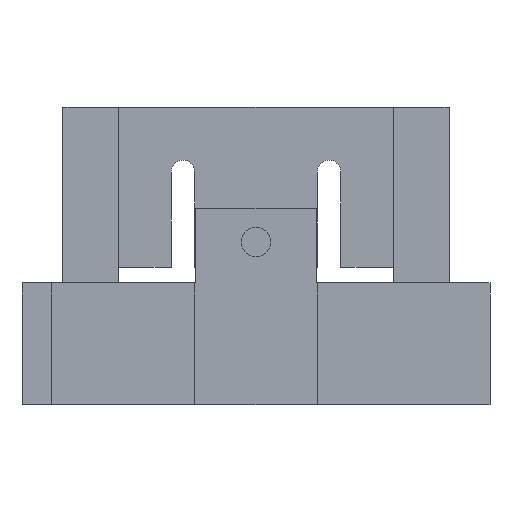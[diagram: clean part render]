
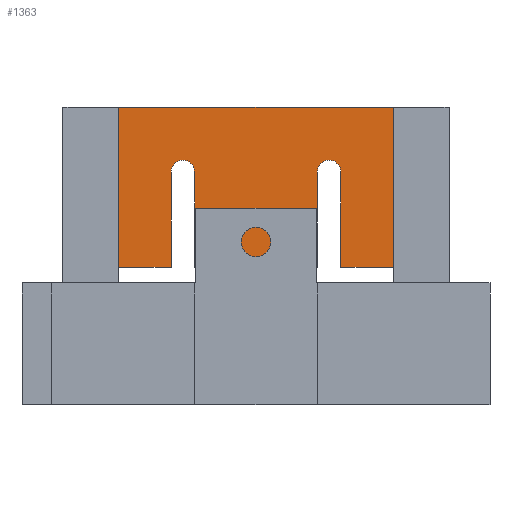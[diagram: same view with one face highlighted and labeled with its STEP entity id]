
A CAD part, front view. The second image highlights one B-rep face of the part: STEP entity #1363.
In plain terms, the highlighted planar face has unit normal (0, -1, 0).
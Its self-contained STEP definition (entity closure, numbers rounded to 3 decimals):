
#34=CIRCLE('',#1449,2.);
#35=CIRCLE('',#1450,2.);
#62=FACE_OUTER_BOUND('',#131,.T.);
#131=EDGE_LOOP('',(#981,#982,#983,#984,#985,#986,#987,#988,#989,#990,#991,
#992));
#222=LINE('',#1927,#406);
#228=LINE('',#1939,#412);
#232=LINE('',#1948,#416);
#233=LINE('',#1951,#417);
#236=LINE('',#1957,#420);
#239=LINE('',#1963,#423);
#242=LINE('',#1969,#426);
#264=LINE('',#2015,#448);
#266=LINE('',#2020,#450);
#267=LINE('',#2021,#451);
#406=VECTOR('',#1559,10.);
#412=VECTOR('',#1567,10.);
#416=VECTOR('',#1573,10.);
#417=VECTOR('',#1576,10.);
#420=VECTOR('',#1581,10.);
#423=VECTOR('',#1586,10.);
#426=VECTOR('',#1591,10.);
#448=VECTOR('',#1621,10.);
#450=VECTOR('',#1629,10.);
#451=VECTOR('',#1630,10.);
#585=VERTEX_POINT('',#1924);
#586=VERTEX_POINT('',#1926);
#588=VERTEX_POINT('',#1932);
#591=VERTEX_POINT('',#1937);
#592=VERTEX_POINT('',#1941);
#595=VERTEX_POINT('',#1946);
#596=VERTEX_POINT('',#1950);
#598=VERTEX_POINT('',#1956);
#600=VERTEX_POINT('',#1962);
#602=VERTEX_POINT('',#1968);
#621=VERTEX_POINT('',#2012);
#622=VERTEX_POINT('',#2014);
#719=EDGE_CURVE('',#585,#586,#222,.T.);
#725=EDGE_CURVE('',#591,#588,#228,.T.);
#729=EDGE_CURVE('',#595,#592,#232,.T.);
#730=EDGE_CURVE('',#596,#592,#233,.T.);
#733=EDGE_CURVE('',#598,#591,#236,.T.);
#736=EDGE_CURVE('',#600,#586,#239,.T.);
#739=EDGE_CURVE('',#602,#595,#242,.T.);
#763=EDGE_CURVE('',#621,#622,#264,.T.);
#765=EDGE_CURVE('',#598,#596,#34,.T.);
#766=EDGE_CURVE('',#602,#600,#35,.T.);
#767=EDGE_CURVE('',#585,#622,#266,.T.);
#768=EDGE_CURVE('',#588,#621,#267,.T.);
#981=ORIENTED_EDGE('',*,*,#733,.F.);
#982=ORIENTED_EDGE('',*,*,#765,.T.);
#983=ORIENTED_EDGE('',*,*,#730,.T.);
#984=ORIENTED_EDGE('',*,*,#729,.F.);
#985=ORIENTED_EDGE('',*,*,#739,.F.);
#986=ORIENTED_EDGE('',*,*,#766,.T.);
#987=ORIENTED_EDGE('',*,*,#736,.T.);
#988=ORIENTED_EDGE('',*,*,#719,.F.);
#989=ORIENTED_EDGE('',*,*,#767,.T.);
#990=ORIENTED_EDGE('',*,*,#763,.F.);
#991=ORIENTED_EDGE('',*,*,#768,.F.);
#992=ORIENTED_EDGE('',*,*,#725,.F.);
#1301=PLANE('',#1448);
#1363=ADVANCED_FACE('',(#62),#1301,.F.);
#1448=AXIS2_PLACEMENT_3D('',#2017,#1623,#1624);
#1449=AXIS2_PLACEMENT_3D('',#2018,#1625,#1626);
#1450=AXIS2_PLACEMENT_3D('',#2019,#1627,#1628);
#1559=DIRECTION('',(-1.,0.,0.));
#1567=DIRECTION('',(-1.,0.,0.));
#1573=DIRECTION('',(-1.,0.,0.));
#1576=DIRECTION('',(0.,0.,-1.));
#1581=DIRECTION('',(0.,0.,-1.));
#1586=DIRECTION('',(0.,0.,-1.));
#1591=DIRECTION('',(0.,0.,-1.));
#1621=DIRECTION('',(1.,0.,0.));
#1623=DIRECTION('center_axis',(0.,1.,0.));
#1624=DIRECTION('ref_axis',(-1.,0.,0.));
#1625=DIRECTION('center_axis',(0.,1.,0.));
#1626=DIRECTION('ref_axis',(-1.,0.,0.));
#1627=DIRECTION('center_axis',(0.,1.,0.));
#1628=DIRECTION('ref_axis',(-1.,0.,0.));
#1629=DIRECTION('',(0.,0.,1.));
#1630=DIRECTION('',(0.,0.,1.));
#1924=CARTESIAN_POINT('',(151.,99.486,52.681));
#1926=CARTESIAN_POINT('',(142.,99.486,52.681));
#1927=CARTESIAN_POINT('',(94.454,99.486,52.681));
#1932=CARTESIAN_POINT('',(104.,99.486,52.681));
#1937=CARTESIAN_POINT('',(113.006,99.486,52.681));
#1939=CARTESIAN_POINT('',(110.966,99.486,52.681));
#1941=CARTESIAN_POINT('',(117.,99.486,52.681));
#1946=CARTESIAN_POINT('',(138.006,99.486,52.681));
#1948=CARTESIAN_POINT('',(110.966,99.486,52.681));
#1950=CARTESIAN_POINT('',(117.,99.486,68.987));
#1951=CARTESIAN_POINT('',(117.,99.486,62.681));
#1956=CARTESIAN_POINT('',(113.006,99.486,68.841));
#1957=CARTESIAN_POINT('',(113.006,99.486,62.681));
#1962=CARTESIAN_POINT('',(142.,99.486,68.987));
#1963=CARTESIAN_POINT('',(142.,99.486,62.681));
#1968=CARTESIAN_POINT('',(138.006,99.486,68.844));
#1969=CARTESIAN_POINT('',(138.006,99.486,62.681));
#2012=CARTESIAN_POINT('',(104.,99.486,80.));
#2014=CARTESIAN_POINT('',(151.,99.486,80.));
#2015=CARTESIAN_POINT('',(147.477,99.486,80.));
#2017=CARTESIAN_POINT('Origin',(127.477,99.486,55.341));
#2018=CARTESIAN_POINT('Origin',(115.,99.486,69.));
#2019=CARTESIAN_POINT('Origin',(140.,99.486,69.));
#2020=CARTESIAN_POINT('',(151.,99.486,50.));
#2021=CARTESIAN_POINT('',(104.,99.486,50.));
